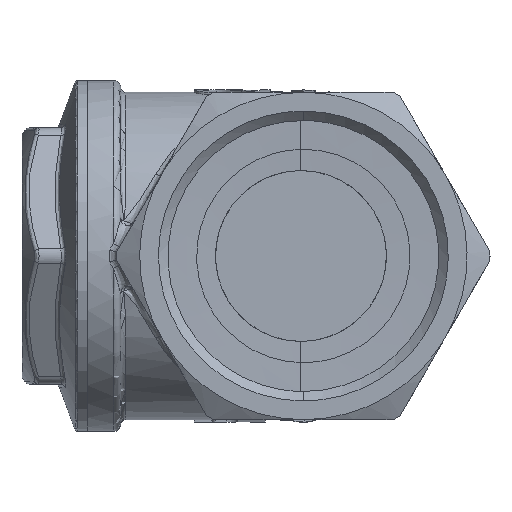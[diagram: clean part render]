
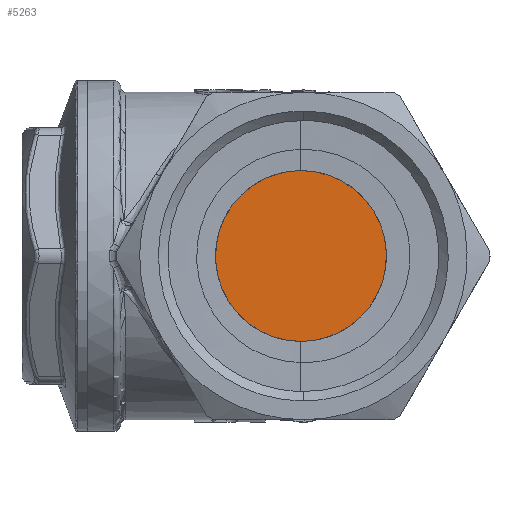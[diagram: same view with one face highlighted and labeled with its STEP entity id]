
A CAD part, left-side view. The second image highlights one B-rep face of the part: STEP entity #5263.
In plain terms, the highlighted planar face has unit normal (1, 0, 0).
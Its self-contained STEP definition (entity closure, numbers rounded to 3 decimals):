
#125 = CARTESIAN_POINT ( 'NONE',  ( 20.5, 16.678, -7.98 ) ) ;
#242 = CARTESIAN_POINT ( 'NONE',  ( 20.5, 1.682, -18. ) ) ;
#360 = CARTESIAN_POINT ( 'NONE',  ( 20.5, 0.5, 18. ) ) ;
#469 = CARTESIAN_POINT ( 'NONE',  ( 20.5, 16.123, 9.018 ) ) ;
#710 = CARTESIAN_POINT ( 'NONE',  ( 20.5, -11.392, -13.563 ) ) ;
#818 = CARTESIAN_POINT ( 'NONE',  ( 20.5, 18.385, 2.353 ) ) ;
#823 = CARTESIAN_POINT ( 'NONE',  ( 20.5, -4.17, 17.424 ) ) ;
#2812 = CARTESIAN_POINT ( 'NONE',  ( 20.5, 17.924, -4.67 ) ) ;
#2829 = VERTEX_POINT ( 'NONE', #6539 ) ;
#3135 = CARTESIAN_POINT ( 'NONE',  ( 20.5, 8.48, 16.178 ) ) ;
#3241 = CARTESIAN_POINT ( 'NONE',  ( 20.5, -15.123, 9.018 ) ) ;
#3453 = ORIENTED_EDGE ( 'NONE', *, *, #31926, .T. ) ;
#3466 = CARTESIAN_POINT ( 'NONE',  ( 20.5, 14.81, 10.983 ) ) ;
#3573 = CARTESIAN_POINT ( 'NONE',  ( 20.5, -10.483, 14.31 ) ) ;
#3678 = CARTESIAN_POINT ( 'NONE',  ( 20.5, -16.582, -5.797 ) ) ;
#3797 = CARTESIAN_POINT ( 'NONE',  ( 20.5, -1.853, -17.885 ) ) ;
#4016 = CARTESIAN_POINT ( 'NONE',  ( 20.5, -4.171, -17.424 ) ) ;
#4130 = CARTESIAN_POINT ( 'NONE',  ( 20.5, -5.297, -17.082 ) ) ;
#4185 = CARTESIAN_POINT ( 'NONE',  ( 20.5, 0.5, 0. ) ) ;
#4466 = EDGE_LOOP ( 'NONE', ( #20862, #3453 ) ) ;
#4791 = FACE_OUTER_BOUND ( 'NONE', #4466, .T. ) ;
#5263 = ADVANCED_FACE ( 'NONE', ( #4791 ), #33118, .T. ) ;
#6089 = CARTESIAN_POINT ( 'NONE',  ( 20.5, 16.678, 7.98 ) ) ;
#6092 = CARTESIAN_POINT ( 'NONE',  ( 20.5, -13.81, 10.983 ) ) ;
#6319 = CARTESIAN_POINT ( 'NONE',  ( 20.5, -13.81, -10.983 ) ) ;
#6539 = CARTESIAN_POINT ( 'NONE',  ( 20.5, 0.5, -18. ) ) ;
#7823 = CARTESIAN_POINT ( 'NONE',  ( 20.5, 14.81, -10.983 ) ) ;
#8281 = CARTESIAN_POINT ( 'NONE',  ( 20.5, 6.297, -17.082 ) ) ;
#8620 = CARTESIAN_POINT ( 'NONE',  ( 20.5, 6.297, 17.082 ) ) ;
#8741 = CARTESIAN_POINT ( 'NONE',  ( 20.5, -16.924, 4.67 ) ) ;
#10941 = CARTESIAN_POINT ( 'NONE',  ( 20.5, 8.48, -16.178 ) ) ;
#11051 = CARTESIAN_POINT ( 'NONE',  ( 20.5, 17.924, 4.67 ) ) ;
#11172 = CARTESIAN_POINT ( 'NONE',  ( 20.5, -5.297, 17.082 ) ) ;
#11277 = CARTESIAN_POINT ( 'NONE',  ( 20.5, 9.518, 15.623 ) ) ;
#11606 = CARTESIAN_POINT ( 'NONE',  ( 20.5, -15.678, -7.98 ) ) ;
#12574 = CARTESIAN_POINT ( 'NONE',  ( 20.5, 0.5, 18. ) ) ;
#13256 = CARTESIAN_POINT ( 'NONE',  ( 20.5, 11.483, -14.31 ) ) ;
#13594 = CARTESIAN_POINT ( 'NONE',  ( 20.5, 12.392, -13.563 ) ) ;
#13830 = CARTESIAN_POINT ( 'NONE',  ( 20.5, 1.682, 18. ) ) ;
#13936 = CARTESIAN_POINT ( 'NONE',  ( 20.5, 18.5, -1.182 ) ) ;
#14050 = CARTESIAN_POINT ( 'NONE',  ( 20.5, -17.5, -1.182 ) ) ;
#15593 = DIRECTION ( 'NONE',  ( 0., 1., 0. ) ) ;
#15623 = EDGE_CURVE ( 'NONE', #31840, #2829, #27463, .T. ) ;
#15911 = CARTESIAN_POINT ( 'NONE',  ( 20.5, 2.853, -17.885 ) ) ;
#17158 = AXIS2_PLACEMENT_3D ( 'NONE', #4185, #25959, #15593 ) ;
#17389 = CARTESIAN_POINT ( 'NONE',  ( 20.5, -8.518, -15.623 ) ) ;
#18158 = B_SPLINE_CURVE_WITH_KNOTS ( 'NONE', 3,
 ( #24078, #242, #15911, #26389, #8281, #10941, #29048, #13256, #13594, #18346, #7823, #28923, #125, #18576, #2812, #21217, #13936, #27169, #818, #11051, #19264, #6089, #469, #3466, #21560, #32041, #24525, #11277, #3135, #8620, #32382, #29826, #13830, #18917 ),
 .UNSPECIFIED., .F., .F.,
 ( 4, 2, 2, 2, 2, 2, 2, 2, 2, 2, 2, 2, 2, 2, 2, 2, 4 ),
 ( 0., 0.063, 0.125, 0.188, 0.25, 0.313, 0.375, 0.438, 0.5, 0.562, 0.625, 0.687, 0.75, 0.813, 0.875, 0.938, 1. ),
 .UNSPECIFIED. ) ;
#18346 = CARTESIAN_POINT ( 'NONE',  ( 20.5, 14.063, -11.892 ) ) ;
#18576 = CARTESIAN_POINT ( 'NONE',  ( 20.5, 17.582, -5.797 ) ) ;
#18917 = CARTESIAN_POINT ( 'NONE',  ( 20.5, 0.5, 18. ) ) ;
#19034 = CARTESIAN_POINT ( 'NONE',  ( 20.5, -0.682, 18. ) ) ;
#19264 = CARTESIAN_POINT ( 'NONE',  ( 20.5, 17.582, 5.797 ) ) ;
#19272 = CARTESIAN_POINT ( 'NONE',  ( 20.5, -8.518, 15.623 ) ) ;
#19490 = CARTESIAN_POINT ( 'NONE',  ( 20.5, -17.385, -2.353 ) ) ;
#20862 = ORIENTED_EDGE ( 'NONE', *, *, #15623, .T. ) ;
#21217 = CARTESIAN_POINT ( 'NONE',  ( 20.5, 18.385, -2.353 ) ) ;
#21560 = CARTESIAN_POINT ( 'NONE',  ( 20.5, 14.063, 11.892 ) ) ;
#22006 = CARTESIAN_POINT ( 'NONE',  ( 20.5, -11.392, 13.563 ) ) ;
#22117 = CARTESIAN_POINT ( 'NONE',  ( 20.5, -15.123, -9.018 ) ) ;
#22691 = CARTESIAN_POINT ( 'NONE',  ( 20.5, 0.5, -18. ) ) ;
#24078 = CARTESIAN_POINT ( 'NONE',  ( 20.5, 0.5, -18. ) ) ;
#24525 = CARTESIAN_POINT ( 'NONE',  ( 20.5, 11.483, 14.31 ) ) ;
#24530 = CARTESIAN_POINT ( 'NONE',  ( 20.5, -16.582, 5.797 ) ) ;
#24748 = CARTESIAN_POINT ( 'NONE',  ( 20.5, -13.063, -11.892 ) ) ;
#24980 = CARTESIAN_POINT ( 'NONE',  ( 20.5, -10.483, -14.31 ) ) ;
#25100 = CARTESIAN_POINT ( 'NONE',  ( 20.5, -0.682, -18. ) ) ;
#25959 = DIRECTION ( 'NONE',  ( 1., 0., 0. ) ) ;
#26389 = CARTESIAN_POINT ( 'NONE',  ( 20.5, 5.17, -17.424 ) ) ;
#27169 = CARTESIAN_POINT ( 'NONE',  ( 20.5, 18.5, 1.182 ) ) ;
#27173 = CARTESIAN_POINT ( 'NONE',  ( 20.5, -17.5, 1.182 ) ) ;
#27404 = CARTESIAN_POINT ( 'NONE',  ( 20.5, -15.678, 7.98 ) ) ;
#27463 = B_SPLINE_CURVE_WITH_KNOTS ( 'NONE', 3,
 ( #360, #19034, #32389, #823, #11172, #32722, #19272, #3573, #22006, #29835, #6092, #3241, #27404, #24530, #8741, #32604, #27173, #14050, #19490, #32486, #3678, #11606, #22117, #6319, #24748, #710, #24980, #17389, #27625, #4130, #4016, #3797, #25100, #22691 ),
 .UNSPECIFIED., .F., .F.,
 ( 4, 2, 2, 2, 2, 2, 2, 2, 2, 2, 2, 2, 2, 2, 2, 2, 4 ),
 ( 0., 0.062, 0.125, 0.187, 0.25, 0.312, 0.375, 0.438, 0.5, 0.563, 0.625, 0.688, 0.75, 0.813, 0.875, 0.938, 1. ),
 .UNSPECIFIED. ) ;
#27625 = CARTESIAN_POINT ( 'NONE',  ( 20.5, -7.48, -16.178 ) ) ;
#28923 = CARTESIAN_POINT ( 'NONE',  ( 20.5, 16.123, -9.018 ) ) ;
#29048 = CARTESIAN_POINT ( 'NONE',  ( 20.5, 9.518, -15.623 ) ) ;
#29826 = CARTESIAN_POINT ( 'NONE',  ( 20.5, 2.853, 17.885 ) ) ;
#29835 = CARTESIAN_POINT ( 'NONE',  ( 20.5, -13.063, 11.892 ) ) ;
#31840 = VERTEX_POINT ( 'NONE', #12574 ) ;
#31926 = EDGE_CURVE ( 'NONE', #2829, #31840, #18158, .T. ) ;
#32041 = CARTESIAN_POINT ( 'NONE',  ( 20.5, 12.392, 13.563 ) ) ;
#32382 = CARTESIAN_POINT ( 'NONE',  ( 20.5, 5.171, 17.424 ) ) ;
#32389 = CARTESIAN_POINT ( 'NONE',  ( 20.5, -1.853, 17.885 ) ) ;
#32486 = CARTESIAN_POINT ( 'NONE',  ( 20.5, -16.924, -4.67 ) ) ;
#32604 = CARTESIAN_POINT ( 'NONE',  ( 20.5, -17.385, 2.353 ) ) ;
#32722 = CARTESIAN_POINT ( 'NONE',  ( 20.5, -7.48, 16.178 ) ) ;
#33118 = PLANE ( 'NONE',  #17158 ) ;
